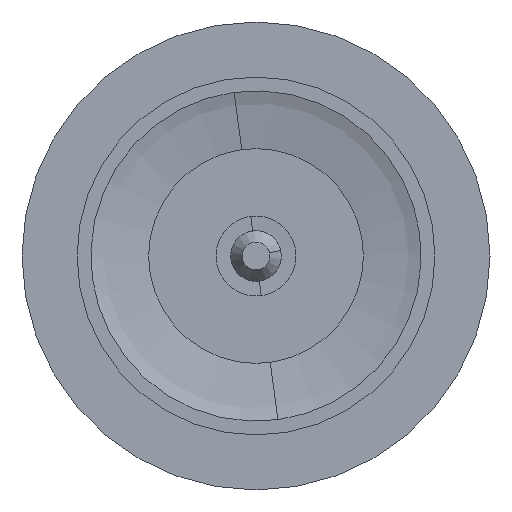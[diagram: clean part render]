
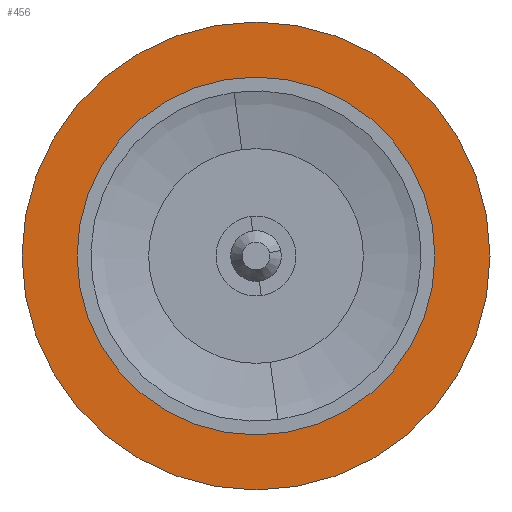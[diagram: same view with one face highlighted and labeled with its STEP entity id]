
A CAD part, left-side view. The second image highlights one B-rep face of the part: STEP entity #456.
In plain terms, the highlighted planar face has unit normal (-1, 0, 0).
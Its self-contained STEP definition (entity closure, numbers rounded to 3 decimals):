
#9 = EDGE_LOOP ( 'NONE', ( #437, #234 ) ) ;
#37 = DIRECTION ( 'NONE',  ( -1., 0., 0. ) ) ;
#38 = DIRECTION ( 'NONE',  ( 1., 0., 0. ) ) ;
#40 = DIRECTION ( 'NONE',  ( -1., 0., 0. ) ) ;
#46 = DIRECTION ( 'NONE',  ( -1., 0., 0. ) ) ;
#49 = AXIS2_PLACEMENT_3D ( 'NONE', #508, #38, #556 ) ;
#57 = CIRCLE ( 'NONE', #366, 3.25 ) ;
#62 = VERTEX_POINT ( 'NONE', #169 ) ;
#81 = DIRECTION ( 'NONE',  ( 0., 0., 1. ) ) ;
#84 = EDGE_CURVE ( 'NONE', #477, #235, #57, .T. ) ;
#88 = FACE_OUTER_BOUND ( 'NONE', #261, .T. ) ;
#92 = VERTEX_POINT ( 'NONE', #244 ) ;
#102 = AXIS2_PLACEMENT_3D ( 'NONE', #251, #425, #81 ) ;
#113 = EDGE_CURVE ( 'NONE', #92, #62, #334, .T. ) ;
#124 = ORIENTED_EDGE ( 'NONE', *, *, #497, .T. ) ;
#145 = CARTESIAN_POINT ( 'NONE',  ( 966.908, 1015.765, 1008.68 ) ) ;
#161 = EDGE_CURVE ( 'NONE', #235, #477, #246, .T. ) ;
#164 = PLANE ( 'NONE',  #49 ) ;
#169 = CARTESIAN_POINT ( 'NONE',  ( 966.908, 1015.765, 1007.68 ) ) ;
#170 = CARTESIAN_POINT ( 'NONE',  ( 966.908, 1015.765, 1015.18 ) ) ;
#202 = DIRECTION ( 'NONE',  ( 0., 0., 1. ) ) ;
#234 = ORIENTED_EDGE ( 'NONE', *, *, #161, .F. ) ;
#235 = VERTEX_POINT ( 'NONE', #145 ) ;
#244 = CARTESIAN_POINT ( 'NONE',  ( 966.908, 1015.765, 1016.18 ) ) ;
#246 = CIRCLE ( 'NONE', #322, 3.25 ) ;
#251 = CARTESIAN_POINT ( 'NONE',  ( 966.908, 1015.765, 1011.93 ) ) ;
#261 = EDGE_LOOP ( 'NONE', ( #321, #124 ) ) ;
#321 = ORIENTED_EDGE ( 'NONE', *, *, #113, .T. ) ;
#322 = AXIS2_PLACEMENT_3D ( 'NONE', #422, #37, #202 ) ;
#334 = CIRCLE ( 'NONE', #102, 4.25 ) ;
#358 = CIRCLE ( 'NONE', #367, 4.25 ) ;
#366 = AXIS2_PLACEMENT_3D ( 'NONE', #466, #40, #516 ) ;
#367 = AXIS2_PLACEMENT_3D ( 'NONE', #428, #46, #384 ) ;
#384 = DIRECTION ( 'NONE',  ( 0., 0., 1. ) ) ;
#422 = CARTESIAN_POINT ( 'NONE',  ( 966.908, 1015.765, 1011.93 ) ) ;
#425 = DIRECTION ( 'NONE',  ( -1., 0., 0. ) ) ;
#428 = CARTESIAN_POINT ( 'NONE',  ( 966.908, 1015.765, 1011.93 ) ) ;
#437 = ORIENTED_EDGE ( 'NONE', *, *, #84, .F. ) ;
#456 = ADVANCED_FACE ( 'NONE', ( #473, #88 ), #164, .F. ) ;
#466 = CARTESIAN_POINT ( 'NONE',  ( 966.908, 1015.765, 1011.93 ) ) ;
#473 = FACE_BOUND ( 'NONE', #9, .T. ) ;
#477 = VERTEX_POINT ( 'NONE', #170 ) ;
#497 = EDGE_CURVE ( 'NONE', #62, #92, #358, .T. ) ;
#508 = CARTESIAN_POINT ( 'NONE',  ( 966.908, 1015.765, 1011.93 ) ) ;
#516 = DIRECTION ( 'NONE',  ( 0., 0., 1. ) ) ;
#556 = DIRECTION ( 'NONE',  ( 0., 1., 0. ) ) ;
